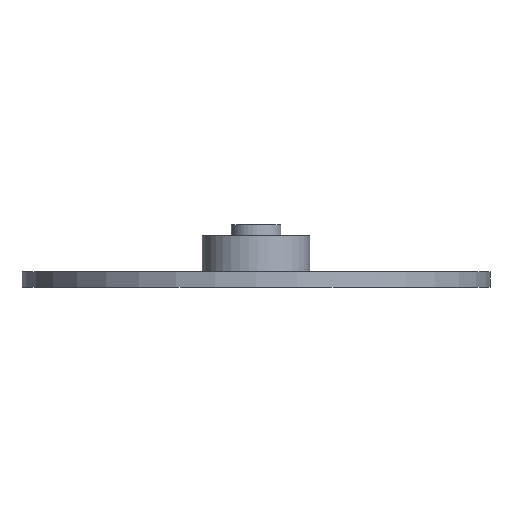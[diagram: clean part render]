
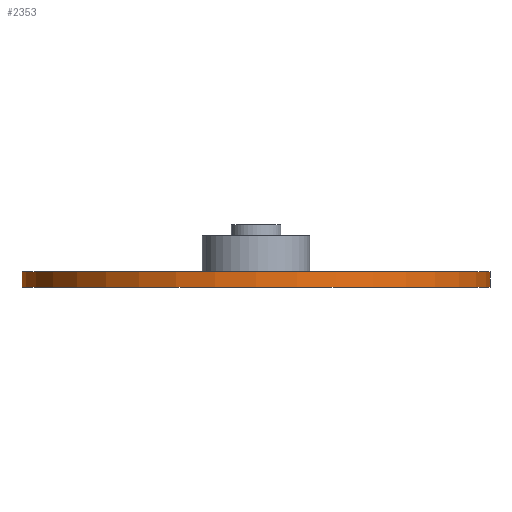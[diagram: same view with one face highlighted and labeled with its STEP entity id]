
A CAD part, front view. The second image highlights one B-rep face of the part: STEP entity #2353.
In plain terms, the highlighted cylindrical face has radius 52.18 mm (diameter 104.36 mm), a partial arc.
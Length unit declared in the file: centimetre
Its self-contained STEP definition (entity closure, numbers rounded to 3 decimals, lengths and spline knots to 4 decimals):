
#131 = CIRCLE ( 'NONE', #292, 5.218 ) ;
#292 = AXIS2_PLACEMENT_3D ( 'NONE', #3369, #3048, #950 ) ;
#336 = CARTESIAN_POINT ( 'NONE',  ( -10.311, 5.093, 0.35 ) ) ;
#851 = ORIENTED_EDGE ( 'NONE', *, *, #1843, .T. ) ;
#852 = EDGE_LOOP ( 'NONE', ( #1096, #2195, #851, #1267 ) ) ;
#950 = DIRECTION ( 'NONE',  ( 1., 0., 0. ) ) ;
#1010 = CARTESIAN_POINT ( 'NONE',  ( -5.093, 5.093, 0.35 ) ) ;
#1062 = AXIS2_PLACEMENT_3D ( 'NONE', #1010, #2199, #3886 ) ;
#1066 = AXIS2_PLACEMENT_3D ( 'NONE', #2456, #1715, #2029 ) ;
#1096 = ORIENTED_EDGE ( 'NONE', *, *, #3315, .F. ) ;
#1267 = ORIENTED_EDGE ( 'NONE', *, *, #2754, .T. ) ;
#1470 = CARTESIAN_POINT ( 'NONE',  ( -10.311, 5.093, 0. ) ) ;
#1715 = DIRECTION ( 'NONE',  ( 0., 0., 1. ) ) ;
#1843 = EDGE_CURVE ( 'NONE', #5091, #2081, #2796, .T. ) ;
#1846 = FACE_OUTER_BOUND ( 'NONE', #852, .T. ) ;
#1884 = DIRECTION ( 'NONE',  ( 0., 0., -1. ) ) ;
#2029 = DIRECTION ( 'NONE',  ( 1., 0., 0. ) ) ;
#2081 = VERTEX_POINT ( 'NONE', #1470 ) ;
#2195 = ORIENTED_EDGE ( 'NONE', *, *, #3847, .F. ) ;
#2199 = DIRECTION ( 'NONE',  ( 0., 0., -1. ) ) ;
#2353 = ADVANCED_FACE ( 'NONE', ( #1846 ), #3030, .T. ) ;
#2434 = VERTEX_POINT ( 'NONE', #3079 ) ;
#2456 = CARTESIAN_POINT ( 'NONE',  ( -5.093, 5.093, 0.35 ) ) ;
#2754 = EDGE_CURVE ( 'NONE', #2081, #2434, #131, .T. ) ;
#2796 = LINE ( 'NONE', #336, #3691 ) ;
#2935 = CARTESIAN_POINT ( 'NONE',  ( 0.125, 5.093, 0.35 ) ) ;
#3030 = CYLINDRICAL_SURFACE ( 'NONE', #1062, 5.218 ) ;
#3048 = DIRECTION ( 'NONE',  ( 0., 0., 1. ) ) ;
#3050 = CIRCLE ( 'NONE', #1066, 5.218 ) ;
#3079 = CARTESIAN_POINT ( 'NONE',  ( 0.125, 5.093, 0. ) ) ;
#3090 = VERTEX_POINT ( 'NONE', #2935 ) ;
#3122 = CARTESIAN_POINT ( 'NONE',  ( -10.311, 5.093, 0.35 ) ) ;
#3191 = DIRECTION ( 'NONE',  ( 0., 0., -1. ) ) ;
#3315 = EDGE_CURVE ( 'NONE', #3090, #2434, #5228, .T. ) ;
#3369 = CARTESIAN_POINT ( 'NONE',  ( -5.093, 5.093, 0. ) ) ;
#3471 = CARTESIAN_POINT ( 'NONE',  ( 0.125, 5.093, 0.35 ) ) ;
#3691 = VECTOR ( 'NONE', #3191, 100. ) ;
#3847 = EDGE_CURVE ( 'NONE', #5091, #3090, #3050, .T. ) ;
#3886 = DIRECTION ( 'NONE',  ( -1., 0., 0. ) ) ;
#5091 = VERTEX_POINT ( 'NONE', #3122 ) ;
#5228 = LINE ( 'NONE', #3471, #5310 ) ;
#5310 = VECTOR ( 'NONE', #1884, 100. ) ;
